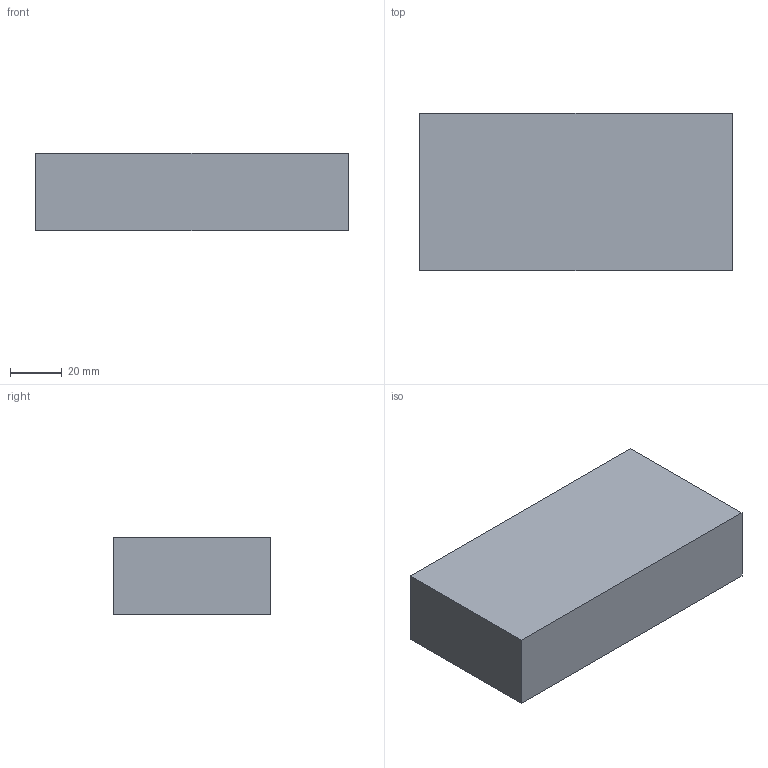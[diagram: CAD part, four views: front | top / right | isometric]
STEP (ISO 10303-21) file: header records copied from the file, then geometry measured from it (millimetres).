
FILE_DESCRIPTION(/* description */ (''),/* implementation_level */ '2;1');
FILE_NAME(/* name */ '31SJ1.stp',/* time_stamp */ '2019-05-31T11:16:36+08:00',/* author */ (''),/* organization */ (''),/* preprocessor_version */ 'ST-DEVELOPER v16',/* originating_system */ 'SIEMENS PLM Software NX 10.0',/* authorisation */ '');
FILE_SCHEMA (('CONFIG_CONTROL_DESIGN'));
Length unit declared in the file: millimetre
Products named in the file (1): 31sj1
Bounding box: 120.98 x 60.99 x 30 mm (x, y, z)
Surface area: 45862.2 mm2
Topology: 2 solids, 2 shells, 69 faces, 194 edges, 130 vertices
Faces by surface type: plane 47, cylinder 22
Full cylindrical faces by diameter (mm): 3.3 x4, 4.2 x2, 8 x4
Entity records: 2254 total; most frequent: CARTESIAN_POINT 410, DIRECTION 358, ORIENTED_EDGE 352, EDGE_CURVE 176, LINE 130, VECTOR 130, VERTEX_POINT 122, AXIS2_PLACEMENT_3D 114
